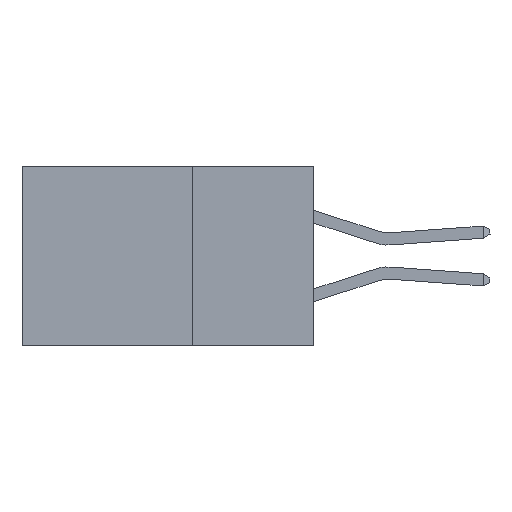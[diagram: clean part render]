
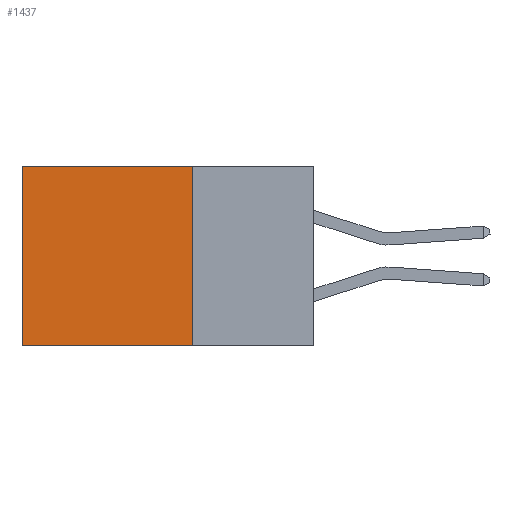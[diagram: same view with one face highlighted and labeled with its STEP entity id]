
A CAD part, left-side view. The second image highlights one B-rep face of the part: STEP entity #1437.
In plain terms, the highlighted planar face has unit normal (-1, 0, 0).
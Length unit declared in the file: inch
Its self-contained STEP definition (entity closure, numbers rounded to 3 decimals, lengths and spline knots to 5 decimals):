
#1288 = ORIENTED_EDGE ( 'NONE', *, *, #10350, .F. ) ;
#1424 = DIRECTION ( 'NONE',  ( 0., 1., 0. ) ) ;
#1437 = ADVANCED_FACE ( 'NONE', ( #5782 ), #12959, .F. ) ;
#1826 = VERTEX_POINT ( 'NONE', #14316 ) ;
#2115 = VECTOR ( 'NONE', #9762, 39.37008 ) ;
#2354 = EDGE_CURVE ( 'NONE', #7897, #7359, #6387, .T. ) ;
#2792 = CARTESIAN_POINT ( 'NONE',  ( 0.2875, 0.25, -0.37 ) ) ;
#2824 = CARTESIAN_POINT ( 'NONE',  ( 0.2875, 0.25, 0. ) ) ;
#3957 = DIRECTION ( 'NONE',  ( 0., 0., -1. ) ) ;
#4193 = DIRECTION ( 'NONE',  ( 1., 0., 0. ) ) ;
#4278 = CARTESIAN_POINT ( 'NONE',  ( 0.2875, 0.6, 0. ) ) ;
#4323 = ORIENTED_EDGE ( 'NONE', *, *, #15754, .F. ) ;
#4481 = LINE ( 'NONE', #2792, #10274 ) ;
#4722 = CARTESIAN_POINT ( 'NONE',  ( 0.2875, 0.25, 0. ) ) ;
#5782 = FACE_OUTER_BOUND ( 'NONE', #18249, .T. ) ;
#6387 = LINE ( 'NONE', #4278, #15358 ) ;
#7359 = VERTEX_POINT ( 'NONE', #10092 ) ;
#7500 = DIRECTION ( 'NONE',  ( 0., 0., -1. ) ) ;
#7897 = VERTEX_POINT ( 'NONE', #15418 ) ;
#9205 = CARTESIAN_POINT ( 'NONE',  ( 0.2875, 0.25, 0. ) ) ;
#9762 = DIRECTION ( 'NONE',  ( 0., 0., -1. ) ) ;
#10092 = CARTESIAN_POINT ( 'NONE',  ( 0.2875, 0.6, -0.37 ) ) ;
#10274 = VECTOR ( 'NONE', #18372, 39.37008 ) ;
#10350 = EDGE_CURVE ( 'NONE', #19399, #1826, #16592, .T. ) ;
#11893 = CARTESIAN_POINT ( 'NONE',  ( 0.2875, 0.25, 0. ) ) ;
#12959 = PLANE ( 'NONE',  #17528 ) ;
#13777 = EDGE_CURVE ( 'NONE', #19399, #7897, #15408, .T. ) ;
#14081 = ORIENTED_EDGE ( 'NONE', *, *, #2354, .T. ) ;
#14204 = VECTOR ( 'NONE', #1424, 39.37008 ) ;
#14316 = CARTESIAN_POINT ( 'NONE',  ( 0.2875, 0.25, -0.37 ) ) ;
#15358 = VECTOR ( 'NONE', #3957, 39.37008 ) ;
#15408 = LINE ( 'NONE', #11893, #14204 ) ;
#15418 = CARTESIAN_POINT ( 'NONE',  ( 0.2875, 0.6, 0. ) ) ;
#15754 = EDGE_CURVE ( 'NONE', #1826, #7359, #4481, .T. ) ;
#16592 = LINE ( 'NONE', #2824, #2115 ) ;
#16681 = ORIENTED_EDGE ( 'NONE', *, *, #13777, .T. ) ;
#17528 = AXIS2_PLACEMENT_3D ( 'NONE', #9205, #4193, #7500 ) ;
#18249 = EDGE_LOOP ( 'NONE', ( #14081, #4323, #1288, #16681 ) ) ;
#18372 = DIRECTION ( 'NONE',  ( 0., 1., 0. ) ) ;
#19399 = VERTEX_POINT ( 'NONE', #4722 ) ;
